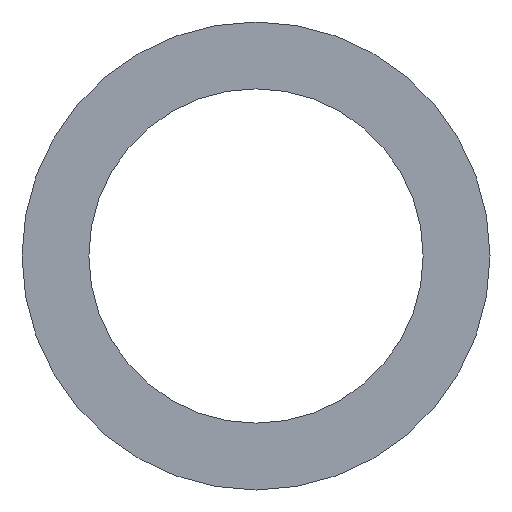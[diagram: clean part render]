
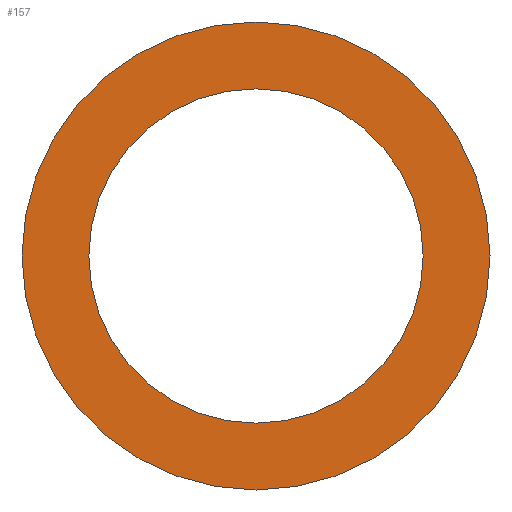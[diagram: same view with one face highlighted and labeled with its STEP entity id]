
A CAD part, front view. The second image highlights one B-rep face of the part: STEP entity #157.
In plain terms, the highlighted planar face has unit normal (0, -1, 0).
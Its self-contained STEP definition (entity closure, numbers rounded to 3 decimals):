
#3 = DIRECTION ( 'NONE',  ( 0., 1., 0. ) ) ;
#4 = EDGE_CURVE ( 'NONE', #164, #85, #62, .T. ) ;
#11 = ORIENTED_EDGE ( 'NONE', *, *, #32, .T. ) ;
#16 = CARTESIAN_POINT ( 'NONE',  ( 0., 0., 0. ) ) ;
#21 = DIRECTION ( 'NONE',  ( 0., 1., 0. ) ) ;
#25 = ORIENTED_EDGE ( 'NONE', *, *, #205, .F. ) ;
#28 = VERTEX_POINT ( 'NONE', #206 ) ;
#29 = EDGE_LOOP ( 'NONE', ( #25, #98 ) ) ;
#32 = EDGE_CURVE ( 'NONE', #85, #164, #65, .T. ) ;
#37 = CARTESIAN_POINT ( 'NONE',  ( 0., 0., 0. ) ) ;
#39 = DIRECTION ( 'NONE',  ( 0., 1., 0. ) ) ;
#41 = DIRECTION ( 'NONE',  ( 0., 0., 1. ) ) ;
#50 = EDGE_LOOP ( 'NONE', ( #11, #116 ) ) ;
#55 = DIRECTION ( 'NONE',  ( 0., 0., 1. ) ) ;
#62 = CIRCLE ( 'NONE', #121, 2.5 ) ;
#65 = CIRCLE ( 'NONE', #213, 2.5 ) ;
#68 = CIRCLE ( 'NONE', #158, 3.5 ) ;
#85 = VERTEX_POINT ( 'NONE', #202 ) ;
#90 = EDGE_CURVE ( 'NONE', #212, #28, #68, .T. ) ;
#94 = FACE_BOUND ( 'NONE', #50, .T. ) ;
#98 = ORIENTED_EDGE ( 'NONE', *, *, #90, .F. ) ;
#116 = ORIENTED_EDGE ( 'NONE', *, *, #4, .T. ) ;
#121 = AXIS2_PLACEMENT_3D ( 'NONE', #16, #173, #55 ) ;
#124 = DIRECTION ( 'NONE',  ( 0., 0., 1. ) ) ;
#126 = AXIS2_PLACEMENT_3D ( 'NONE', #128, #39, #41 ) ;
#128 = CARTESIAN_POINT ( 'NONE',  ( 0., 0., 0. ) ) ;
#132 = PLANE ( 'NONE',  #126 ) ;
#135 = CARTESIAN_POINT ( 'NONE',  ( 0., 0., 0. ) ) ;
#138 = DIRECTION ( 'NONE',  ( 0., 0., 1. ) ) ;
#139 = CIRCLE ( 'NONE', #153, 3.5 ) ;
#140 = CARTESIAN_POINT ( 'NONE',  ( 0., 0., 3.5 ) ) ;
#153 = AXIS2_PLACEMENT_3D ( 'NONE', #178, #21, #160 ) ;
#157 = ADVANCED_FACE ( 'NONE', ( #193, #94 ), #132, .F. ) ;
#158 = AXIS2_PLACEMENT_3D ( 'NONE', #135, #191, #124 ) ;
#160 = DIRECTION ( 'NONE',  ( 0., 0., 1. ) ) ;
#164 = VERTEX_POINT ( 'NONE', #211 ) ;
#173 = DIRECTION ( 'NONE',  ( 0., 1., 0. ) ) ;
#178 = CARTESIAN_POINT ( 'NONE',  ( 0., 0., 0. ) ) ;
#191 = DIRECTION ( 'NONE',  ( 0., 1., 0. ) ) ;
#193 = FACE_OUTER_BOUND ( 'NONE', #29, .T. ) ;
#202 = CARTESIAN_POINT ( 'NONE',  ( 0., 0., -2.5 ) ) ;
#205 = EDGE_CURVE ( 'NONE', #28, #212, #139, .T. ) ;
#206 = CARTESIAN_POINT ( 'NONE',  ( 0., 0., -3.5 ) ) ;
#211 = CARTESIAN_POINT ( 'NONE',  ( 0., 0., 2.5 ) ) ;
#212 = VERTEX_POINT ( 'NONE', #140 ) ;
#213 = AXIS2_PLACEMENT_3D ( 'NONE', #37, #3, #138 ) ;
